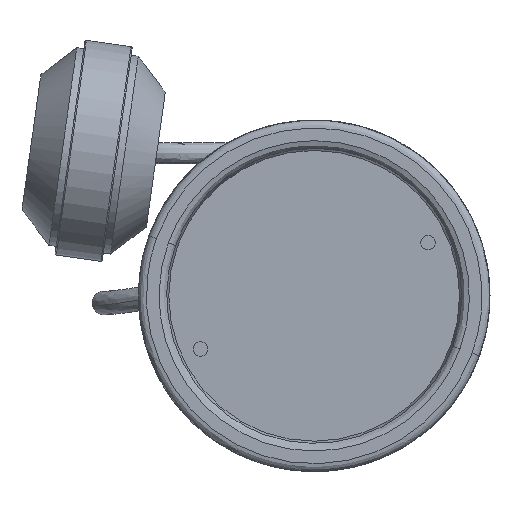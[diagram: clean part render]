
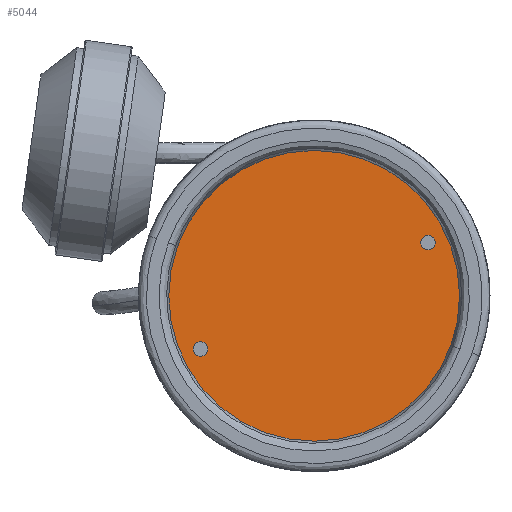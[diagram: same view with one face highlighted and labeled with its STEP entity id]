
A CAD part, front view. The second image highlights one B-rep face of the part: STEP entity #5044.
In plain terms, the highlighted planar face has unit normal (0, -1, 0).
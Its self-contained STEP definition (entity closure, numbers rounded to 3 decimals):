
#616 = FACE_BOUND ( 'NONE', #48685, .T. ) ;
#1223 = DIRECTION ( 'NONE',  ( 0., -1., 0. ) ) ;
#3999 = CIRCLE ( 'NONE', #25364, 2.75 ) ;
#4636 = CARTESIAN_POINT ( 'NONE',  ( 36.338, 5.2, 33.588 ) ) ;
#5044 = ADVANCED_FACE ( 'NONE', ( #616, #43572, #65070 ), #16811, .F. ) ;
#9625 = ORIENTED_EDGE ( 'NONE', *, *, #23948, .T. ) ;
#11002 = VERTEX_POINT ( 'NONE', #52049 ) ;
#11305 = DIRECTION ( 'NONE',  ( 0., -1., 0. ) ) ;
#11509 = CARTESIAN_POINT ( 'NONE',  ( -110., 5.2, -110. ) ) ;
#14901 = AXIS2_PLACEMENT_3D ( 'NONE', #59552, #26463, #49307 ) ;
#16017 = VERTEX_POINT ( 'NONE', #68833 ) ;
#16811 = PLANE ( 'NONE',  #64805 ) ;
#20288 = CARTESIAN_POINT ( 'NONE',  ( 33.588, 5.2, 33.588 ) ) ;
#20358 = EDGE_LOOP ( 'NONE', ( #38536, #9625 ) ) ;
#20747 = ORIENTED_EDGE ( 'NONE', *, *, #62462, .F. ) ;
#23121 = EDGE_CURVE ( 'NONE', #27362, #32325, #3999, .T. ) ;
#23948 = EDGE_CURVE ( 'NONE', #47277, #16017, #60234, .T. ) ;
#25364 = AXIS2_PLACEMENT_3D ( 'NONE', #20288, #68902, #47391 ) ;
#26001 = CARTESIAN_POINT ( 'NONE',  ( -30.838, 5.2, -33.588 ) ) ;
#26422 = EDGE_CURVE ( 'NONE', #43410, #11002, #35823, .T. ) ;
#26463 = DIRECTION ( 'NONE',  ( 0., -1., 0. ) ) ;
#26661 = DIRECTION ( 'NONE',  ( 0., -1., 0. ) ) ;
#26846 = CARTESIAN_POINT ( 'NONE',  ( 30.838, 5.2, 33.588 ) ) ;
#27104 = CARTESIAN_POINT ( 'NONE',  ( -33.588, 5.2, -33.588 ) ) ;
#27362 = VERTEX_POINT ( 'NONE', #26846 ) ;
#28658 = ORIENTED_EDGE ( 'NONE', *, *, #23121, .F. ) ;
#29613 = CIRCLE ( 'NONE', #56610, 2.75 ) ;
#32055 = DIRECTION ( 'NONE',  ( 0., -1., 0. ) ) ;
#32325 = VERTEX_POINT ( 'NONE', #4636 ) ;
#33024 = DIRECTION ( 'NONE',  ( 0., 1., 0. ) ) ;
#35823 = CIRCLE ( 'NONE', #68471, 2.75 ) ;
#37310 = DIRECTION ( 'NONE',  ( 1., 0., 0. ) ) ;
#38536 = ORIENTED_EDGE ( 'NONE', *, *, #69450, .T. ) ;
#42851 = CARTESIAN_POINT ( 'NONE',  ( 0., 5.2, 0. ) ) ;
#43410 = VERTEX_POINT ( 'NONE', #26001 ) ;
#43572 = FACE_BOUND ( 'NONE', #63944, .T. ) ;
#47277 = VERTEX_POINT ( 'NONE', #65664 ) ;
#47391 = DIRECTION ( 'NONE',  ( 1., 0., 0. ) ) ;
#48685 = EDGE_LOOP ( 'NONE', ( #20747, #28658 ) ) ;
#49307 = DIRECTION ( 'NONE',  ( 1., 0., 0. ) ) ;
#49465 = CARTESIAN_POINT ( 'NONE',  ( 0., 5.2, 0. ) ) ;
#49499 = DIRECTION ( 'NONE',  ( 0., 0., -1. ) ) ;
#51792 = CIRCLE ( 'NONE', #66420, 55. ) ;
#52049 = CARTESIAN_POINT ( 'NONE',  ( -36.338, 5.2, -33.588 ) ) ;
#52414 = AXIS2_PLACEMENT_3D ( 'NONE', #49465, #1223, #54073 ) ;
#54073 = DIRECTION ( 'NONE',  ( 0., 0., -1. ) ) ;
#54489 = DIRECTION ( 'NONE',  ( 0., 0., 1. ) ) ;
#54628 = CARTESIAN_POINT ( 'NONE',  ( -33.588, 5.2, -33.588 ) ) ;
#56610 = AXIS2_PLACEMENT_3D ( 'NONE', #27104, #32055, #37310 ) ;
#59552 = CARTESIAN_POINT ( 'NONE',  ( 33.588, 5.2, 33.588 ) ) ;
#60234 = CIRCLE ( 'NONE', #52414, 55. ) ;
#62462 = EDGE_CURVE ( 'NONE', #32325, #27362, #65496, .T. ) ;
#62611 = ORIENTED_EDGE ( 'NONE', *, *, #66252, .F. ) ;
#63944 = EDGE_LOOP ( 'NONE', ( #69379, #62611 ) ) ;
#64523 = DIRECTION ( 'NONE',  ( 1., 0., 0. ) ) ;
#64805 = AXIS2_PLACEMENT_3D ( 'NONE', #11509, #33024, #54489 ) ;
#65070 = FACE_OUTER_BOUND ( 'NONE', #20358, .T. ) ;
#65496 = CIRCLE ( 'NONE', #14901, 2.75 ) ;
#65664 = CARTESIAN_POINT ( 'NONE',  ( 0., 5.2, 55. ) ) ;
#66252 = EDGE_CURVE ( 'NONE', #11002, #43410, #29613, .T. ) ;
#66420 = AXIS2_PLACEMENT_3D ( 'NONE', #42851, #26661, #49499 ) ;
#68471 = AXIS2_PLACEMENT_3D ( 'NONE', #54628, #11305, #64523 ) ;
#68833 = CARTESIAN_POINT ( 'NONE',  ( 0., 5.2, -55. ) ) ;
#68902 = DIRECTION ( 'NONE',  ( 0., -1., 0. ) ) ;
#69379 = ORIENTED_EDGE ( 'NONE', *, *, #26422, .F. ) ;
#69450 = EDGE_CURVE ( 'NONE', #16017, #47277, #51792, .T. ) ;
